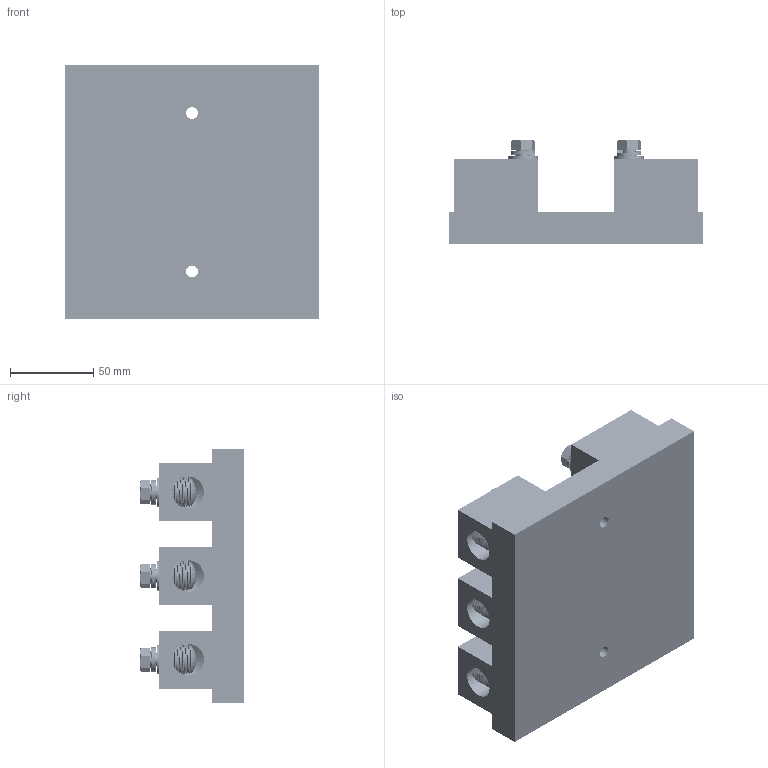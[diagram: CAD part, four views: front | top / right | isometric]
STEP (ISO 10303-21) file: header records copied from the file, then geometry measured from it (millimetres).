
FILE_DESCRIPTION (( 'STEP AP214' ), '1' );
FILE_NAME ('700265rev-.STEP', '2018-03-22T14:59:01', ( '' ), ( '' ), 'SwSTEP 2.0', 'SolidWorks 2017', '' );
FILE_SCHEMA (( 'AUTOMOTIVE_DESIGN' ));
Length unit declared in the file: inch
Products named in the file (1): 700265rev-
Bounding box: 152.4 x 62.37 x 152.4 mm (x, y, z)
Volume: 725472.3 mm3; surface area: 174937.6 mm2
Topology: 43 solids, 43 shells, 2302 faces, 5700 edges, 3468 vertices
Faces by surface type: cylinder 1304, cone 618, plane 260, torus 72, bspline 36, sphere 12
Entity records: 131176 total; most frequent: CARTESIAN_POINT 51479, ORIENTED_EDGE 11304, DIRECTION 9266, EDGE_CURVE 5652, AXIS2_PLACEMENT_3D 3615, VERTEX_POINT 3468, EDGE_LOOP 2422, LENGTH_MEASURE_WITH_UNIT 2347
